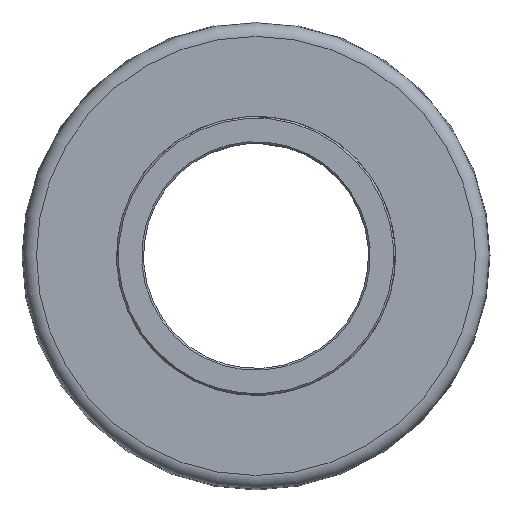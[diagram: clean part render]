
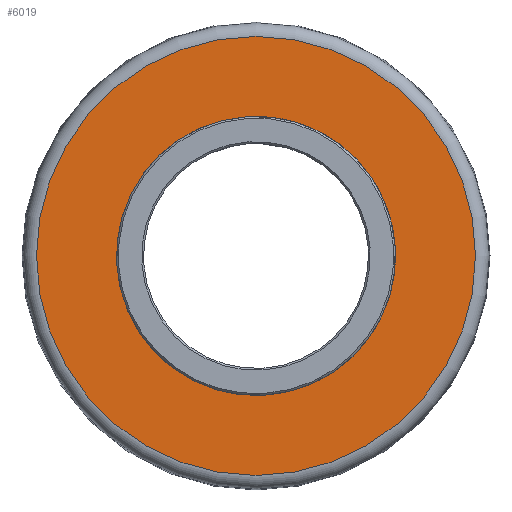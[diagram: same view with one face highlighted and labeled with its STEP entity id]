
A CAD part, left-side view. The second image highlights one B-rep face of the part: STEP entity #6019.
In plain terms, the highlighted planar face has unit normal (-1, 0, 0).
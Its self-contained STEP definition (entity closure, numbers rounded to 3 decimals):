
#174=PLANE('',#7071);
#203=FACE_BOUND('',#737,.T.);
#466=FACE_OUTER_BOUND('',#736,.T.);
#736=EDGE_LOOP('',(#5241,#5242));
#737=EDGE_LOOP('',(#5243,#5244));
#1503=CIRCLE('',#6989,15.5);
#1504=CIRCLE('',#6990,15.5);
#1550=CIRCLE('',#7069,24.389);
#1551=CIRCLE('',#7070,24.389);
#2434=VERTEX_POINT('',#10939);
#2435=VERTEX_POINT('',#10941);
#2478=VERTEX_POINT('',#11167);
#2479=VERTEX_POINT('',#11169);
#3369=EDGE_CURVE('',#2434,#2435,#1503,.T.);
#3370=EDGE_CURVE('',#2435,#2434,#1504,.T.);
#3442=EDGE_CURVE('',#2478,#2479,#1550,.T.);
#3443=EDGE_CURVE('',#2479,#2478,#1551,.T.);
#5241=ORIENTED_EDGE('',*,*,#3443,.F.);
#5242=ORIENTED_EDGE('',*,*,#3442,.F.);
#5243=ORIENTED_EDGE('',*,*,#3370,.F.);
#5244=ORIENTED_EDGE('',*,*,#3369,.F.);
#6019=ADVANCED_FACE('',(#466,#203),#174,.T.);
#6989=AXIS2_PLACEMENT_3D('',#10942,#9117,#9118);
#6990=AXIS2_PLACEMENT_3D('',#10943,#9119,#9120);
#7069=AXIS2_PLACEMENT_3D('',#11170,#9300,#9301);
#7070=AXIS2_PLACEMENT_3D('',#11171,#9302,#9303);
#7071=AXIS2_PLACEMENT_3D('',#11172,#9304,#9305);
#9117=DIRECTION('center_axis',(-1.,0.,0.));
#9118=DIRECTION('ref_axis',(0.,0.,-1.));
#9119=DIRECTION('center_axis',(-1.,0.,0.));
#9120=DIRECTION('ref_axis',(0.,0.,-1.));
#9300=DIRECTION('center_axis',(1.,0.,0.));
#9301=DIRECTION('ref_axis',(0.,-1.,0.));
#9302=DIRECTION('center_axis',(1.,0.,0.));
#9303=DIRECTION('ref_axis',(0.,-1.,0.));
#9304=DIRECTION('center_axis',(-1.,0.,0.));
#9305=DIRECTION('ref_axis',(0.,0.,1.));
#10939=CARTESIAN_POINT('',(-12.,1.098,15.461));
#10941=CARTESIAN_POINT('',(-12.,0.,15.5));
#10942=CARTESIAN_POINT('Origin',(-12.,0.,0.));
#10943=CARTESIAN_POINT('Origin',(-12.,0.,0.));
#11167=CARTESIAN_POINT('',(-12.,0.,24.389));
#11169=CARTESIAN_POINT('',(-12.,24.389,0.));
#11170=CARTESIAN_POINT('Origin',(-12.,0.,0.));
#11171=CARTESIAN_POINT('Origin',(-12.,0.,0.));
#11172=CARTESIAN_POINT('Origin',(-12.,25.856,0.));
